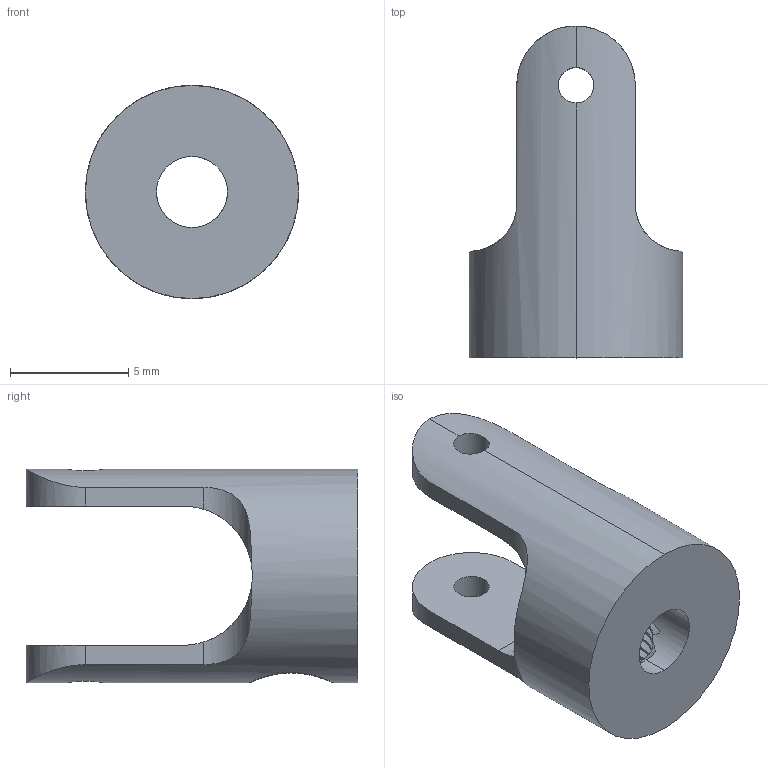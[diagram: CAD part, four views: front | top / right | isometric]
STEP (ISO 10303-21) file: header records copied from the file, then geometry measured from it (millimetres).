
FILE_DESCRIPTION (( 'STEP AP214' ), '1' );
FILE_NAME ('part 2.STEP', '2018-06-12T09:12:33', ( '' ), ( '' ), 'SwSTEP 2.0', 'SolidWorks 2018', '' );
FILE_SCHEMA (( 'AUTOMOTIVE_DESIGN' ));
Length unit declared in the file: millimetre
Products named in the file (1): part 2
Bounding box: 9 x 14 x 9 mm (x, y, z)
Volume: 364.8 mm3; surface area: 533.1 mm2
Topology: 1 solids, 1 shells, 64 faces, 196 edges, 130 vertices
Faces by surface type: cylinder 35, bspline 21, plane 8
Entity records: 6539 total; most frequent: CARTESIAN_POINT 5131, ORIENTED_EDGE 392, EDGE_CURVE 196, DIRECTION 167, VERTEX_POINT 130, B_SPLINE_CURVE_WITH_KNOTS 72, EDGE_LOOP 68, ADVANCED_FACE 64
